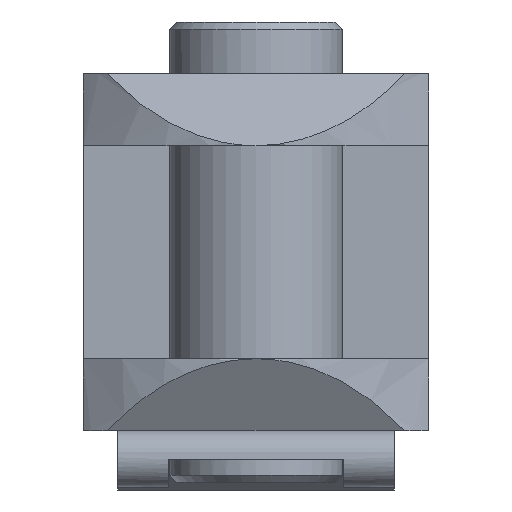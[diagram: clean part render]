
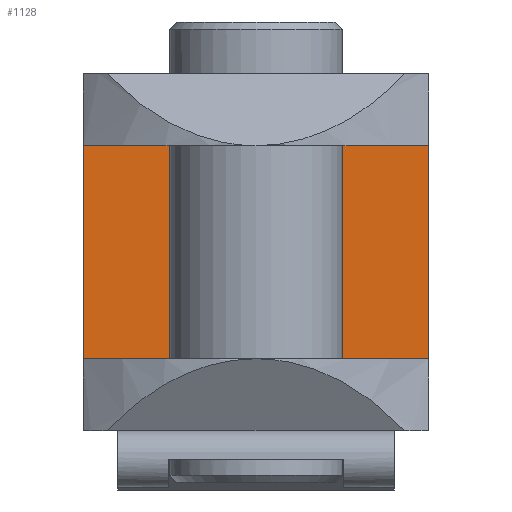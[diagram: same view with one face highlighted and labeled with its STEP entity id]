
A CAD part, left-side view. The second image highlights one B-rep face of the part: STEP entity #1128.
In plain terms, the highlighted planar face has unit normal (-1, 0, 0).
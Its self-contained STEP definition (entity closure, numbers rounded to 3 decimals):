
#41=PLANE('',#1233);
#92=LINE('',#1798,#194);
#98=LINE('',#1810,#200);
#123=LINE('',#1881,#225);
#124=LINE('',#1883,#226);
#194=VECTOR('',#1381,1000.);
#200=VECTOR('',#1389,1000.);
#225=VECTOR('',#1464,1000.);
#226=VECTOR('',#1467,1000.);
#400=ORIENTED_EDGE('',*,*,#642,.T.);
#401=ORIENTED_EDGE('',*,*,#688,.T.);
#402=ORIENTED_EDGE('',*,*,#648,.T.);
#403=ORIENTED_EDGE('',*,*,#687,.F.);
#642=EDGE_CURVE('',#801,#800,#92,.T.);
#648=EDGE_CURVE('',#806,#805,#98,.T.);
#687=EDGE_CURVE('',#801,#805,#123,.T.);
#688=EDGE_CURVE('',#800,#806,#124,.T.);
#800=VERTEX_POINT('',#1797);
#801=VERTEX_POINT('',#1799);
#805=VERTEX_POINT('',#1809);
#806=VERTEX_POINT('',#1811);
#950=EDGE_LOOP('',(#400,#401,#402,#403));
#1030=FACE_BOUND('',#950,.T.);
#1128=ADVANCED_FACE('',(#1030),#41,.T.);
#1233=AXIS2_PLACEMENT_3D('',#1882,#1465,#1466);
#1381=DIRECTION('',(0.,0.,-1.));
#1389=DIRECTION('',(0.,0.,1.));
#1464=DIRECTION('',(0.,-1.,0.));
#1465=DIRECTION('',(-1.,0.,0.));
#1466=DIRECTION('',(0.,0.,1.));
#1467=DIRECTION('',(0.,-1.,0.));
#1797=CARTESIAN_POINT('',(54.,30.,-18.5));
#1798=CARTESIAN_POINT('',(54.,30.,31.));
#1799=CARTESIAN_POINT('',(54.,30.,18.5));
#1809=CARTESIAN_POINT('',(54.,-30.,18.5));
#1810=CARTESIAN_POINT('',(54.,-30.,31.));
#1811=CARTESIAN_POINT('',(54.,-30.,-18.5));
#1881=CARTESIAN_POINT('',(54.,60.,18.5));
#1882=CARTESIAN_POINT('',(54.,60.,18.5));
#1883=CARTESIAN_POINT('',(54.,60.,-18.5));
